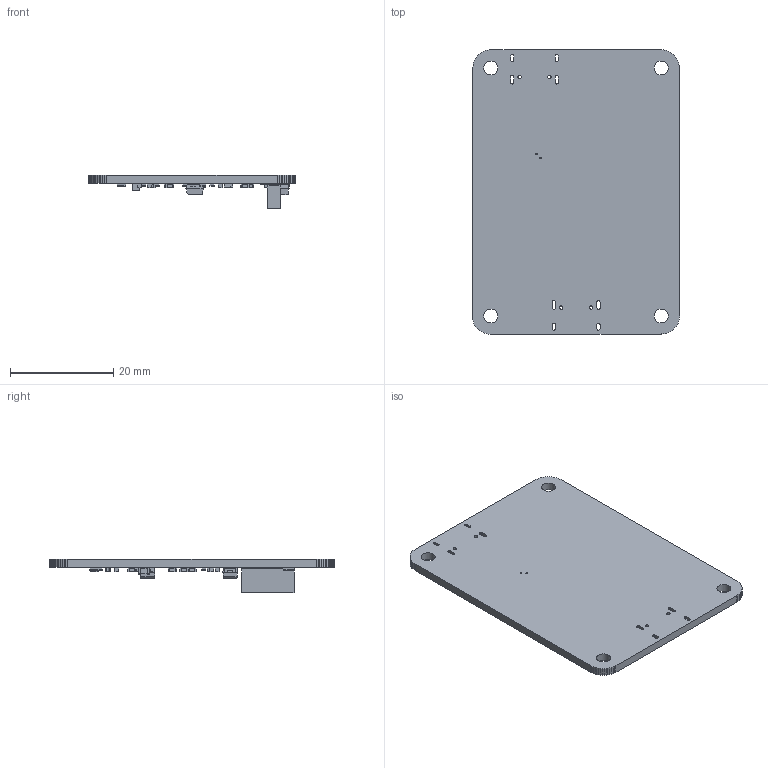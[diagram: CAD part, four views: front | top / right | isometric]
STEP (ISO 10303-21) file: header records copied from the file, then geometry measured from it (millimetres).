
FILE_DESCRIPTION(('KiCad electronic assembly'),'2;1');
FILE_NAME('carrier_board_v1.step','2023-08-03T14:31:43',('Pcbnew'),( 'Kicad'),'Open CASCADE STEP processor 7.6','KiCad to STEP converter' ,'Unknown');
FILE_SCHEMA(('AUTOMOTIVE_DESIGN { 1 0 10303 214 1 1 1 1 }'));
Length unit declared in the file: millimetre
Products named in the file (16): carrier_board_v1 1; Texas_DRT-3; SOLID; C_0603_1608Metric; R_0603_1608Metric; CP_EIA-3528-21_Kemet-B; L_0805_2012Metric; PinSocket_2x08_P1.27mm_Vertical_SMD; D_0603_1608Metric; carrier_board_v1 PCB
Assembly tree (41 placements, depth 3):
  carrier_board_v1 1
    Texas_DRT-3
      SOLID
    C_0603_1608Metric  x18
      SOLID
    R_0603_1608Metric  x9
      SOLID
    CP_EIA-3528-21_Kemet-B  x2
      SOLID
    L_0805_2012Metric
      SOLID
    PinSocket_2x08_P1.27mm_Vertical_SMD
      SOLID
    D_0603_1608Metric
      SOLID
    carrier_board_v1 PCB
Bounding box: 40.11 x 55.05 x 6.46 mm (x, y, z)
Volume: 3584.6 mm3; surface area: 5320.7 mm2
Topology: 34 solids, 34 shells, 1740 faces, 4545 edges, 2962 vertices
Faces by surface type: plane 1329, cylinder 382, bspline 29
Full cylindrical faces by diameter (mm): 0.3 x2, 0.65 x4, 2.7 x4
Entity records: 74457 total; most frequent: CARTESIAN_POINT 15013, DIRECTION 9977, LINE 7418, VECTOR 7418, ORIENTED_EDGE 5302, PCURVE 5302, DEFINITIONAL_REPRESENTATION 5302, EDGE_CURVE 2651
